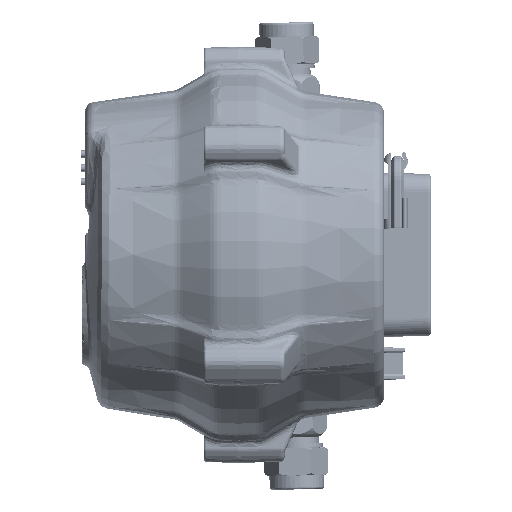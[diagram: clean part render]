
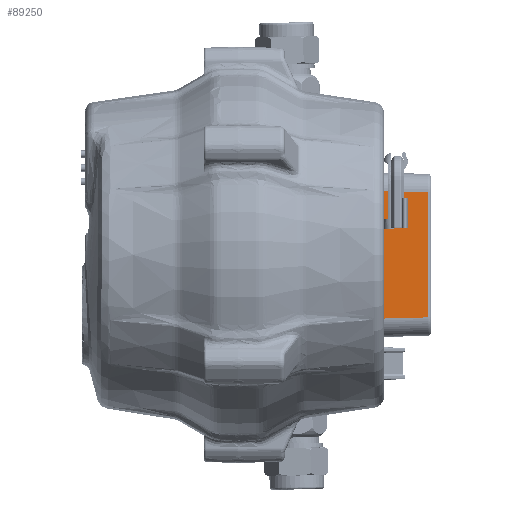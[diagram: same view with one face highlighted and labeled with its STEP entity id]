
A CAD part, left-side view. The second image highlights one B-rep face of the part: STEP entity #89250.
In plain terms, the highlighted planar face has unit normal (-1, -0.026, 0).
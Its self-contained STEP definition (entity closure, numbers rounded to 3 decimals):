
#2558 = CARTESIAN_POINT ( 'NONE',  ( -51.038, -81.839, -27.041 ) ) ;
#6380 = VERTEX_POINT ( 'NONE', #145045 ) ;
#13561 = EDGE_CURVE ( 'NONE', #83456, #6380, #114723, .T. ) ;
#16651 = EDGE_CURVE ( 'NONE', #20603, #6380, #123083, .T. ) ;
#20603 = VERTEX_POINT ( 'NONE', #35658 ) ;
#25382 = CARTESIAN_POINT ( 'NONE',  ( -51., -83.3, 35. ) ) ;
#35658 = CARTESIAN_POINT ( 'NONE',  ( -51.532, -63., -27.534 ) ) ;
#36557 = EDGE_CURVE ( 'NONE', #20603, #55590, #79744, .T. ) ;
#49852 = FACE_OUTER_BOUND ( 'NONE', #153125, .T. ) ;
#50744 = LINE ( 'NONE', #107207, #155802 ) ;
#52868 = DIRECTION ( 'NONE',  ( -1., -0.026, 0. ) ) ;
#55590 = VERTEX_POINT ( 'NONE', #2558 ) ;
#58932 = ORIENTED_EDGE ( 'NONE', *, *, #16651, .F. ) ;
#68132 = DIRECTION ( 'NONE',  ( 0., 0., 1. ) ) ;
#69704 = VECTOR ( 'NONE', #116774, 1000. ) ;
#70097 = ORIENTED_EDGE ( 'NONE', *, *, #36557, .T. ) ;
#76768 = ORIENTED_EDGE ( 'NONE', *, *, #13561, .T. ) ;
#79744 = LINE ( 'NONE', #177904, #84018 ) ;
#82410 = CARTESIAN_POINT ( 'NONE',  ( -51.038, -81.839, 27.041 ) ) ;
#83456 = VERTEX_POINT ( 'NONE', #82410 ) ;
#84018 = VECTOR ( 'NONE', #123372, 1000. ) ;
#89250 = ADVANCED_FACE ( 'NONE', ( #49852 ), #134949, .T. ) ;
#90928 = VECTOR ( 'NONE', #68132, 1000. ) ;
#102374 = CARTESIAN_POINT ( 'NONE',  ( -51.005, -83.091, 27.008 ) ) ;
#105330 = EDGE_CURVE ( 'NONE', #55590, #83456, #50744, .T. ) ;
#107207 = CARTESIAN_POINT ( 'NONE',  ( -51.038, -81.839, 35. ) ) ;
#114723 = LINE ( 'NONE', #102374, #69704 ) ;
#116774 = DIRECTION ( 'NONE',  ( -0.026, 0.999, 0.026 ) ) ;
#121000 = DIRECTION ( 'NONE',  ( 0., 0., 1. ) ) ;
#121488 = AXIS2_PLACEMENT_3D ( 'NONE', #25382, #52868, #148750 ) ;
#123083 = LINE ( 'NONE', #164018, #90928 ) ;
#123372 = DIRECTION ( 'NONE',  ( 0.026, -0.999, 0.026 ) ) ;
#134949 = PLANE ( 'NONE',  #121488 ) ;
#145045 = CARTESIAN_POINT ( 'NONE',  ( -51.532, -63., 27.534 ) ) ;
#148097 = ORIENTED_EDGE ( 'NONE', *, *, #105330, .T. ) ;
#148750 = DIRECTION ( 'NONE',  ( 0.026, -1., 0. ) ) ;
#153125 = EDGE_LOOP ( 'NONE', ( #70097, #148097, #76768, #58932 ) ) ;
#155802 = VECTOR ( 'NONE', #121000, 1000. ) ;
#164018 = CARTESIAN_POINT ( 'NONE',  ( -51.532, -63., 35. ) ) ;
#177904 = CARTESIAN_POINT ( 'NONE',  ( -50.958, -84.921, -26.96 ) ) ;
